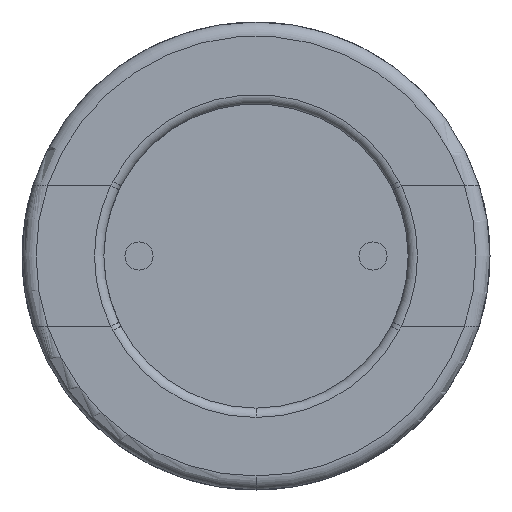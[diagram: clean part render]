
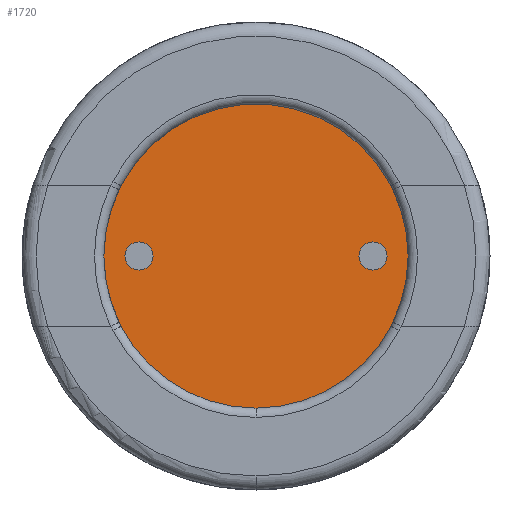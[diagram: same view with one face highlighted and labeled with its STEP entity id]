
A CAD part, front view. The second image highlights one B-rep face of the part: STEP entity #1720.
In plain terms, the highlighted planar face has unit normal (0, -1, 0).
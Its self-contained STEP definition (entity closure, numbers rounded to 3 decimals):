
#23 = ORIENTED_EDGE ( 'NONE', *, *, #1172, .T. ) ;
#188 = CIRCLE ( 'NONE', #4538, 0.3 ) ;
#233 = DIRECTION ( 'NONE',  ( 0., 0., -1. ) ) ;
#350 = CIRCLE ( 'NONE', #1683, 3.25 ) ;
#360 = PLANE ( 'NONE',  #4328 ) ;
#427 = CARTESIAN_POINT ( 'NONE',  ( -2.883, 0.25, 1.5 ) ) ;
#440 = CIRCLE ( 'NONE', #3363, 0.3 ) ;
#472 = EDGE_LOOP ( 'NONE', ( #672, #3170 ) ) ;
#537 = ORIENTED_EDGE ( 'NONE', *, *, #3428, .T. ) ;
#604 = AXIS2_PLACEMENT_3D ( 'NONE', #2712, #4635, #233 ) ;
#654 = EDGE_CURVE ( 'NONE', #1495, #4873, #350, .T. ) ;
#672 = ORIENTED_EDGE ( 'NONE', *, *, #4472, .F. ) ;
#745 = CARTESIAN_POINT ( 'NONE',  ( -2.883, 0.25, -1.5 ) ) ;
#819 = VERTEX_POINT ( 'NONE', #3143 ) ;
#848 = DIRECTION ( 'NONE',  ( 0., -1., 0. ) ) ;
#1008 = AXIS2_PLACEMENT_3D ( 'NONE', #1594, #1177, #3557 ) ;
#1082 = DIRECTION ( 'NONE',  ( 0., -1., 0. ) ) ;
#1172 = EDGE_CURVE ( 'NONE', #4873, #4137, #2919, .T. ) ;
#1177 = DIRECTION ( 'NONE',  ( 0., -1., 0. ) ) ;
#1299 = ORIENTED_EDGE ( 'NONE', *, *, #2341, .T. ) ;
#1428 = VERTEX_POINT ( 'NONE', #3836 ) ;
#1429 = CIRCLE ( 'NONE', #1008, 3.25 ) ;
#1495 = VERTEX_POINT ( 'NONE', #4680 ) ;
#1588 = CIRCLE ( 'NONE', #4787, 3.25 ) ;
#1594 = CARTESIAN_POINT ( 'NONE',  ( 0., 0.25, 0. ) ) ;
#1602 = CARTESIAN_POINT ( 'NONE',  ( 2.5, 0.25, 0. ) ) ;
#1626 = DIRECTION ( 'NONE',  ( 0., 0., -1. ) ) ;
#1683 = AXIS2_PLACEMENT_3D ( 'NONE', #2859, #848, #4467 ) ;
#1720 = ADVANCED_FACE ( 'NONE', ( #2708, #4322, #3953 ), #360, .T. ) ;
#1879 = DIRECTION ( 'NONE',  ( 0., 0., 1. ) ) ;
#1895 = EDGE_LOOP ( 'NONE', ( #1299, #2824, #23, #3823, #537 ) ) ;
#2030 = CIRCLE ( 'NONE', #2271, 3.25 ) ;
#2172 = AXIS2_PLACEMENT_3D ( 'NONE', #3519, #3103, #2319 ) ;
#2271 = AXIS2_PLACEMENT_3D ( 'NONE', #5163, #4007, #1626 ) ;
#2319 = DIRECTION ( 'NONE',  ( 0., 0., -1. ) ) ;
#2341 = EDGE_CURVE ( 'NONE', #3729, #1495, #2030, .T. ) ;
#2403 = CARTESIAN_POINT ( 'NONE',  ( 2.883, 0.25, -1.5 ) ) ;
#2657 = AXIS2_PLACEMENT_3D ( 'NONE', #5155, #5049, #3442 ) ;
#2702 = CARTESIAN_POINT ( 'NONE',  ( 2.5, 0.25, -0.3 ) ) ;
#2708 = FACE_BOUND ( 'NONE', #3938, .T. ) ;
#2711 = DIRECTION ( 'NONE',  ( 0., 0., -1. ) ) ;
#2712 = CARTESIAN_POINT ( 'NONE',  ( -2.5, 0.25, 0. ) ) ;
#2824 = ORIENTED_EDGE ( 'NONE', *, *, #654, .T. ) ;
#2859 = CARTESIAN_POINT ( 'NONE',  ( 0., 0.25, 0. ) ) ;
#2919 = CIRCLE ( 'NONE', #2657, 3.25 ) ;
#2943 = CARTESIAN_POINT ( 'NONE',  ( 0., 0.25, 0. ) ) ;
#2966 = DIRECTION ( 'NONE',  ( 0., 0., -1. ) ) ;
#3103 = DIRECTION ( 'NONE',  ( 0., -1., 0. ) ) ;
#3143 = CARTESIAN_POINT ( 'NONE',  ( -2.5, 0.25, -0.3 ) ) ;
#3155 = EDGE_CURVE ( 'NONE', #819, #4466, #3627, .T. ) ;
#3170 = ORIENTED_EDGE ( 'NONE', *, *, #3155, .F. ) ;
#3188 = EDGE_CURVE ( 'NONE', #5187, #4836, #440, .T. ) ;
#3305 = DIRECTION ( 'NONE',  ( 0., -1., 0. ) ) ;
#3363 = AXIS2_PLACEMENT_3D ( 'NONE', #1602, #4424, #3586 ) ;
#3423 = CARTESIAN_POINT ( 'NONE',  ( 0., 0.25, 0. ) ) ;
#3428 = EDGE_CURVE ( 'NONE', #1428, #3729, #1429, .T. ) ;
#3442 = DIRECTION ( 'NONE',  ( 0., 0., -1. ) ) ;
#3519 = CARTESIAN_POINT ( 'NONE',  ( -2.5, 0.25, 0. ) ) ;
#3557 = DIRECTION ( 'NONE',  ( 0., 0., -1. ) ) ;
#3586 = DIRECTION ( 'NONE',  ( 0., 0., 1. ) ) ;
#3627 = CIRCLE ( 'NONE', #604, 0.3 ) ;
#3723 = CARTESIAN_POINT ( 'NONE',  ( 2.5, 0.25, 0.3 ) ) ;
#3729 = VERTEX_POINT ( 'NONE', #2403 ) ;
#3823 = ORIENTED_EDGE ( 'NONE', *, *, #5152, .T. ) ;
#3836 = CARTESIAN_POINT ( 'NONE',  ( 0., 0.25, -3.25 ) ) ;
#3938 = EDGE_LOOP ( 'NONE', ( #4385, #4512 ) ) ;
#3953 = FACE_OUTER_BOUND ( 'NONE', #1895, .T. ) ;
#4007 = DIRECTION ( 'NONE',  ( 0., -1., 0. ) ) ;
#4137 = VERTEX_POINT ( 'NONE', #745 ) ;
#4322 = FACE_BOUND ( 'NONE', #472, .T. ) ;
#4324 = DIRECTION ( 'NONE',  ( 0., -1., 0. ) ) ;
#4328 = AXIS2_PLACEMENT_3D ( 'NONE', #2943, #3305, #2966 ) ;
#4385 = ORIENTED_EDGE ( 'NONE', *, *, #3188, .F. ) ;
#4424 = DIRECTION ( 'NONE',  ( 0., -1., 0. ) ) ;
#4451 = CIRCLE ( 'NONE', #2172, 0.3 ) ;
#4466 = VERTEX_POINT ( 'NONE', #4646 ) ;
#4467 = DIRECTION ( 'NONE',  ( 0., 0., -1. ) ) ;
#4472 = EDGE_CURVE ( 'NONE', #4466, #819, #4451, .T. ) ;
#4512 = ORIENTED_EDGE ( 'NONE', *, *, #5153, .F. ) ;
#4538 = AXIS2_PLACEMENT_3D ( 'NONE', #5027, #4324, #1879 ) ;
#4635 = DIRECTION ( 'NONE',  ( 0., -1., 0. ) ) ;
#4646 = CARTESIAN_POINT ( 'NONE',  ( -2.5, 0.25, 0.3 ) ) ;
#4680 = CARTESIAN_POINT ( 'NONE',  ( 2.883, 0.25, 1.5 ) ) ;
#4787 = AXIS2_PLACEMENT_3D ( 'NONE', #3423, #1082, #2711 ) ;
#4836 = VERTEX_POINT ( 'NONE', #2702 ) ;
#4873 = VERTEX_POINT ( 'NONE', #427 ) ;
#5027 = CARTESIAN_POINT ( 'NONE',  ( 2.5, 0.25, 0. ) ) ;
#5049 = DIRECTION ( 'NONE',  ( 0., -1., 0. ) ) ;
#5152 = EDGE_CURVE ( 'NONE', #4137, #1428, #1588, .T. ) ;
#5153 = EDGE_CURVE ( 'NONE', #4836, #5187, #188, .T. ) ;
#5155 = CARTESIAN_POINT ( 'NONE',  ( 0., 0.25, 0. ) ) ;
#5163 = CARTESIAN_POINT ( 'NONE',  ( 0., 0.25, 0. ) ) ;
#5187 = VERTEX_POINT ( 'NONE', #3723 ) ;
